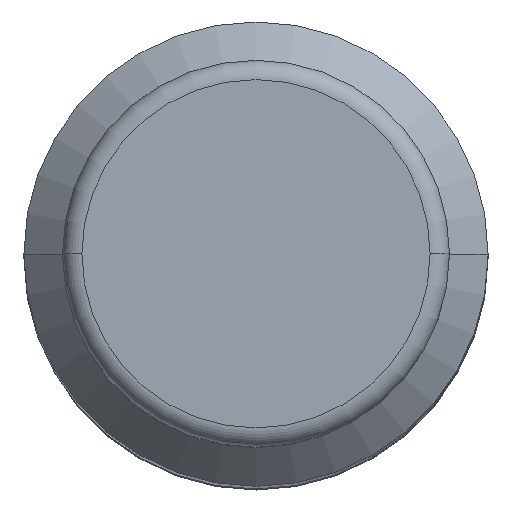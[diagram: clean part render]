
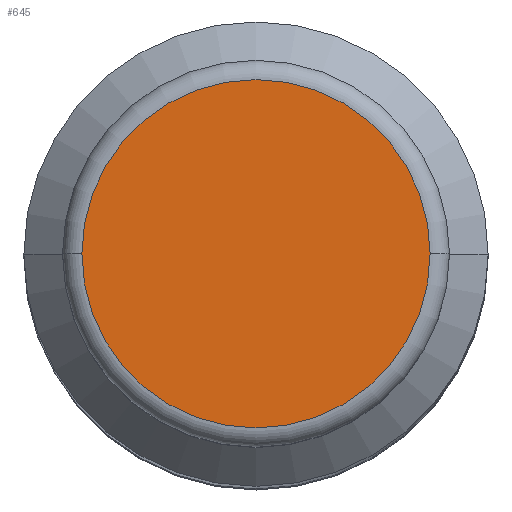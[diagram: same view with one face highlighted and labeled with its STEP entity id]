
A CAD part, top view. The second image highlights one B-rep face of the part: STEP entity #645.
In plain terms, the highlighted planar face has unit normal (0, 0, 1).
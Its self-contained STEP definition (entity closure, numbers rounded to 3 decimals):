
#131=CARTESIAN_POINT('',(0.,0.,39.6));
#132=DIRECTION('',(0.,0.,1.));
#133=DIRECTION('',(-1.,0.,0.));
#134=AXIS2_PLACEMENT_3D('',#131,#132,#133);
#139=CARTESIAN_POINT('',(0.,0.,39.6));
#140=DIRECTION('',(0.,0.,1.));
#141=DIRECTION('',(1.,0.,0.));
#142=AXIS2_PLACEMENT_3D('',#139,#140,#141);
#550=CARTESIAN_POINT('',(-4.5,0.,39.6));
#551=CARTESIAN_POINT('',(4.5,0.,39.6));
#552=VERTEX_POINT('',#550);
#553=VERTEX_POINT('',#551);
#635=CARTESIAN_POINT('',(0.,0.,39.6));
#636=DIRECTION('',(0.,0.,1.));
#637=DIRECTION('',(1.,0.,0.));
#638=AXIS2_PLACEMENT_3D('',#635,#636,#637);
#639=PLANE('',#638);
#641=ORIENTED_EDGE('',*,*,#640,.F.);
#642=ORIENTED_EDGE('',*,*,#625,.F.);
#643=EDGE_LOOP('',(#641,#642));
#644=FACE_OUTER_BOUND('',#643,.F.);
#645=ADVANCED_FACE('',(#644),#639,.T.);
#135=CIRCLE('',#134,4.5);
#143=CIRCLE('',#142,4.5);
#625=EDGE_CURVE('',#553,#552,#143,.T.);
#640=EDGE_CURVE('',#552,#553,#135,.T.);
